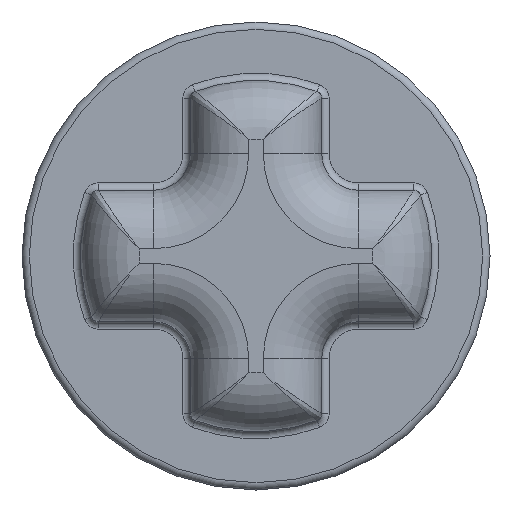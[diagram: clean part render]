
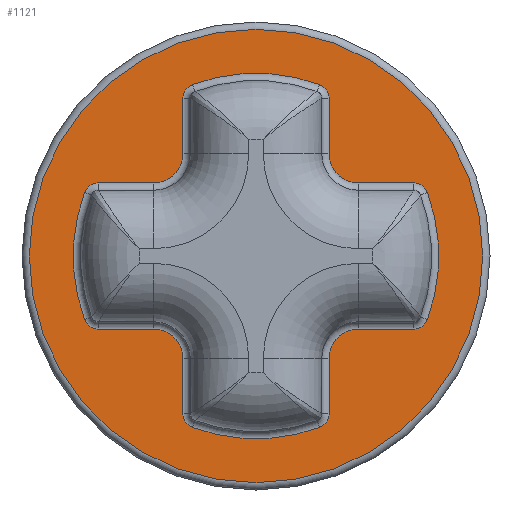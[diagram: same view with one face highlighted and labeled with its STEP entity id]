
A CAD part, left-side view. The second image highlights one B-rep face of the part: STEP entity #1121.
In plain terms, the highlighted planar face has unit normal (-1, 0, 0).
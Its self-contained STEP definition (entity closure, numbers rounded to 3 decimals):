
#15=FACE_BOUND('',#314,.T.);
#73=LINE('',#2446,#130);
#76=LINE('',#2453,#133);
#81=LINE('',#2497,#138);
#84=LINE('',#2504,#141);
#85=LINE('',#2521,#142);
#88=LINE('',#2528,#145);
#93=LINE('',#2575,#150);
#96=LINE('',#2582,#153);
#130=VECTOR('',#1454,1000.);
#133=VECTOR('',#1461,1000.);
#138=VECTOR('',#1516,1000.);
#141=VECTOR('',#1523,1000.);
#142=VECTOR('',#1544,1000.);
#145=VECTOR('',#1551,1000.);
#150=VECTOR('',#1612,1000.);
#153=VECTOR('',#1619,1000.);
#173=PLANE('',#1292);
#235=FACE_OUTER_BOUND('',#313,.T.);
#313=EDGE_LOOP('',(#921));
#314=EDGE_LOOP('',(#922,#923,#924,#925,#926,#927,#928,#929,#930,#931,#932,
#933,#934,#935,#936,#937,#938,#939,#940,#941,#942,#943,#944,#945));
#390=CIRCLE('',#1213,0.4);
#394=CIRCLE('',#1220,0.2);
#398=CIRCLE('',#1225,0.2);
#400=CIRCLE('',#1229,2.5);
#403=CIRCLE('',#1233,0.2);
#408=CIRCLE('',#1239,0.2);
#412=CIRCLE('',#1247,0.4);
#416=CIRCLE('',#1252,0.4);
#420=CIRCLE('',#1259,0.2);
#424=CIRCLE('',#1264,0.2);
#426=CIRCLE('',#1268,2.5);
#430=CIRCLE('',#1273,2.5);
#432=CIRCLE('',#1276,0.2);
#436=CIRCLE('',#1281,0.2);
#440=CIRCLE('',#1289,0.4);
#442=CIRCLE('',#1293,3.1);
#443=CIRCLE('',#1294,2.5);
#489=VERTEX_POINT('',#2434);
#492=VERTEX_POINT('',#2439);
#494=VERTEX_POINT('',#2444);
#495=VERTEX_POINT('',#2449);
#498=VERTEX_POINT('',#2456);
#499=VERTEX_POINT('',#2461);
#502=VERTEX_POINT('',#2471);
#504=VERTEX_POINT('',#2477);
#505=VERTEX_POINT('',#2482);
#508=VERTEX_POINT('',#2487);
#510=VERTEX_POINT('',#2495);
#511=VERTEX_POINT('',#2500);
#514=VERTEX_POINT('',#2507);
#515=VERTEX_POINT('',#2512);
#518=VERTEX_POINT('',#2519);
#519=VERTEX_POINT('',#2524);
#522=VERTEX_POINT('',#2531);
#523=VERTEX_POINT('',#2536);
#526=VERTEX_POINT('',#2546);
#527=VERTEX_POINT('',#2551);
#530=VERTEX_POINT('',#2558);
#531=VERTEX_POINT('',#2563);
#534=VERTEX_POINT('',#2573);
#535=VERTEX_POINT('',#2578);
#538=VERTEX_POINT('',#2590);
#608=EDGE_CURVE('',#489,#492,#390,.T.);
#610=EDGE_CURVE('',#492,#494,#73,.T.);
#614=EDGE_CURVE('',#495,#489,#76,.T.);
#616=EDGE_CURVE('',#498,#494,#394,.T.);
#620=EDGE_CURVE('',#495,#499,#398,.T.);
#624=EDGE_CURVE('',#498,#502,#400,.T.);
#627=EDGE_CURVE('',#504,#502,#403,.T.);
#632=EDGE_CURVE('',#508,#505,#408,.T.);
#636=EDGE_CURVE('',#504,#510,#81,.T.);
#640=EDGE_CURVE('',#511,#505,#84,.T.);
#642=EDGE_CURVE('',#510,#514,#412,.T.);
#646=EDGE_CURVE('',#515,#511,#416,.T.);
#648=EDGE_CURVE('',#514,#518,#85,.T.);
#652=EDGE_CURVE('',#519,#515,#88,.T.);
#654=EDGE_CURVE('',#522,#518,#420,.T.);
#658=EDGE_CURVE('',#519,#523,#424,.T.);
#662=EDGE_CURVE('',#522,#526,#426,.T.);
#666=EDGE_CURVE('',#527,#523,#430,.T.);
#668=EDGE_CURVE('',#530,#526,#432,.T.);
#672=EDGE_CURVE('',#527,#531,#436,.T.);
#676=EDGE_CURVE('',#530,#534,#93,.T.);
#680=EDGE_CURVE('',#535,#531,#96,.T.);
#682=EDGE_CURVE('',#534,#535,#440,.T.);
#684=EDGE_CURVE('',#538,#538,#442,.T.);
#685=EDGE_CURVE('',#508,#499,#443,.T.);
#921=ORIENTED_EDGE('',*,*,#684,.T.);
#922=ORIENTED_EDGE('',*,*,#658,.F.);
#923=ORIENTED_EDGE('',*,*,#652,.T.);
#924=ORIENTED_EDGE('',*,*,#646,.T.);
#925=ORIENTED_EDGE('',*,*,#640,.T.);
#926=ORIENTED_EDGE('',*,*,#632,.F.);
#927=ORIENTED_EDGE('',*,*,#685,.T.);
#928=ORIENTED_EDGE('',*,*,#620,.F.);
#929=ORIENTED_EDGE('',*,*,#614,.T.);
#930=ORIENTED_EDGE('',*,*,#608,.T.);
#931=ORIENTED_EDGE('',*,*,#610,.T.);
#932=ORIENTED_EDGE('',*,*,#616,.F.);
#933=ORIENTED_EDGE('',*,*,#624,.T.);
#934=ORIENTED_EDGE('',*,*,#627,.F.);
#935=ORIENTED_EDGE('',*,*,#636,.T.);
#936=ORIENTED_EDGE('',*,*,#642,.T.);
#937=ORIENTED_EDGE('',*,*,#648,.T.);
#938=ORIENTED_EDGE('',*,*,#654,.F.);
#939=ORIENTED_EDGE('',*,*,#662,.T.);
#940=ORIENTED_EDGE('',*,*,#668,.F.);
#941=ORIENTED_EDGE('',*,*,#676,.T.);
#942=ORIENTED_EDGE('',*,*,#682,.T.);
#943=ORIENTED_EDGE('',*,*,#680,.T.);
#944=ORIENTED_EDGE('',*,*,#672,.F.);
#945=ORIENTED_EDGE('',*,*,#666,.T.);
#1121=ADVANCED_FACE('',(#235,#15),#173,.F.);
#1213=AXIS2_PLACEMENT_3D('',#2441,#1448,#1449);
#1220=AXIS2_PLACEMENT_3D('',#2458,#1466,#1467);
#1225=AXIS2_PLACEMENT_3D('',#2465,#1476,#1477);
#1229=AXIS2_PLACEMENT_3D('',#2473,#1486,#1487);
#1233=AXIS2_PLACEMENT_3D('',#2479,#1494,#1495);
#1239=AXIS2_PLACEMENT_3D('',#2489,#1506,#1507);
#1247=AXIS2_PLACEMENT_3D('',#2509,#1528,#1529);
#1252=AXIS2_PLACEMENT_3D('',#2516,#1538,#1539);
#1259=AXIS2_PLACEMENT_3D('',#2533,#1556,#1557);
#1264=AXIS2_PLACEMENT_3D('',#2540,#1566,#1567);
#1268=AXIS2_PLACEMENT_3D('',#2548,#1576,#1577);
#1273=AXIS2_PLACEMENT_3D('',#2555,#1586,#1587);
#1276=AXIS2_PLACEMENT_3D('',#2560,#1592,#1593);
#1281=AXIS2_PLACEMENT_3D('',#2567,#1602,#1603);
#1289=AXIS2_PLACEMENT_3D('',#2585,#1624,#1625);
#1292=AXIS2_PLACEMENT_3D('',#2589,#1630,#1631);
#1293=AXIS2_PLACEMENT_3D('',#2591,#1632,#1633);
#1294=AXIS2_PLACEMENT_3D('',#2592,#1634,#1635);
#1448=DIRECTION('center_axis',(-1.,0.,0.));
#1449=DIRECTION('ref_axis',(0.,0.,-1.));
#1454=DIRECTION('',(0.,1.,0.));
#1461=DIRECTION('',(0.,0.,1.));
#1466=DIRECTION('center_axis',(-1.,0.,0.));
#1467=DIRECTION('ref_axis',(0.,0.,-1.));
#1476=DIRECTION('center_axis',(-1.,0.,0.));
#1477=DIRECTION('ref_axis',(0.,0.,
-1.));
#1486=DIRECTION('center_axis',(1.,0.,0.));
#1487=DIRECTION('ref_axis',(0.,0.,-1.));
#1494=DIRECTION('center_axis',(-1.,0.,0.));
#1495=DIRECTION('ref_axis',(0.,0.,-1.));
#1506=DIRECTION('center_axis',(-1.,0.,0.));
#1507=DIRECTION('ref_axis',(0.,0.,-1.));
#1516=DIRECTION('',(0.,-1.,0.));
#1523=DIRECTION('',(0.,0.,-1.));
#1528=DIRECTION('center_axis',(-1.,0.,0.));
#1529=DIRECTION('ref_axis',(0.,0.,-1.));
#1538=DIRECTION('center_axis',(-1.,0.,0.));
#1539=DIRECTION('ref_axis',(0.,0.,-1.));
#1544=DIRECTION('',(0.,0.,1.));
#1551=DIRECTION('',(0.,1.,0.));
#1556=DIRECTION('center_axis',(-1.,0.,0.));
#1557=DIRECTION('ref_axis',(0.,0.,-1.));
#1566=DIRECTION('center_axis',(-1.,0.,0.));
#1567=DIRECTION('ref_axis',(0.,0.,-1.));
#1576=DIRECTION('center_axis',(1.,0.,0.));
#1577=DIRECTION('ref_axis',(0.,0.,-1.));
#1586=DIRECTION('center_axis',(1.,0.,0.));
#1587=DIRECTION('ref_axis',(0.,0.,-1.));
#1592=DIRECTION('center_axis',(-1.,0.,0.));
#1593=DIRECTION('ref_axis',(0.,0.,-1.));
#1602=DIRECTION('center_axis',(-1.,0.,0.));
#1603=DIRECTION('ref_axis',(0.,0.,-1.));
#1612=DIRECTION('',(0.,0.,-1.));
#1619=DIRECTION('',(0.,-1.,0.));
#1624=DIRECTION('center_axis',(-1.,0.,0.));
#1625=DIRECTION('ref_axis',(0.,0.,-1.));
#1630=DIRECTION('center_axis',(1.,0.,0.));
#1631=DIRECTION('ref_axis',(0.,0.,-1.));
#1632=DIRECTION('center_axis',(-1.,0.,0.));
#1633=DIRECTION('ref_axis',(0.,0.,-1.));
#1634=DIRECTION('center_axis',(1.,0.,0.));
#1635=DIRECTION('ref_axis',(0.,0.,-1.));
#2434=CARTESIAN_POINT('',(39.2,1.,2.517));
#2439=CARTESIAN_POINT('',(39.2,1.4,2.917));
#2441=CARTESIAN_POINT('Origin',(39.2,1.4,2.517));
#2444=CARTESIAN_POINT('',(39.2,2.156,2.917));
#2446=CARTESIAN_POINT('',(39.2,2.225,2.917));
#2449=CARTESIAN_POINT('',(39.2,1.,1.761));
#2453=CARTESIAN_POINT('',(39.2,1.,2.517));
#2456=CARTESIAN_POINT('',(39.2,2.344,3.048));
#2458=CARTESIAN_POINT('Origin',(39.2,2.156,3.117));
#2461=CARTESIAN_POINT('',(39.2,0.87,1.573));
#2465=CARTESIAN_POINT('Origin',(39.2,0.8,1.761));
#2471=CARTESIAN_POINT('',(39.2,2.344,4.787));
#2473=CARTESIAN_POINT('Origin',(39.2,0.,3.917));
#2477=CARTESIAN_POINT('',(39.2,2.156,4.917));
#2479=CARTESIAN_POINT('Origin',(39.2,2.156,4.717));
#2482=CARTESIAN_POINT('',(39.2,-1.,1.761));
#2487=CARTESIAN_POINT('',(39.2,-0.87,1.573));
#2489=CARTESIAN_POINT('Origin',(39.2,-0.8,1.761));
#2495=CARTESIAN_POINT('',(39.2,1.4,4.917));
#2497=CARTESIAN_POINT('',(39.2,1.4,4.917));
#2500=CARTESIAN_POINT('',(39.2,-1.,2.517));
#2504=CARTESIAN_POINT('',(39.2,-1.,1.692));
#2507=CARTESIAN_POINT('',(39.2,1.,5.317));
#2509=CARTESIAN_POINT('Origin',(39.2,1.4,5.317));
#2512=CARTESIAN_POINT('',(39.2,-1.4,2.917));
#2516=CARTESIAN_POINT('Origin',(39.2,-1.4,2.517));
#2519=CARTESIAN_POINT('',(39.2,1.,6.073));
#2521=CARTESIAN_POINT('',(39.2,1.,6.142));
#2524=CARTESIAN_POINT('',(39.2,-2.156,2.917));
#2528=CARTESIAN_POINT('',(39.2,-1.4,2.917));
#2531=CARTESIAN_POINT('',(39.2,0.87,6.261));
#2533=CARTESIAN_POINT('Origin',(39.2,0.8,6.073));
#2536=CARTESIAN_POINT('',(39.2,-2.344,3.048));
#2540=CARTESIAN_POINT('Origin',(39.2,-2.156,3.117));
#2546=CARTESIAN_POINT('',(39.2,-0.87,6.261));
#2548=CARTESIAN_POINT('Origin',(39.2,0.,3.917));
#2551=CARTESIAN_POINT('',(39.2,-2.344,4.787));
#2555=CARTESIAN_POINT('Origin',(39.2,0.,3.917));
#2558=CARTESIAN_POINT('',(39.2,-1.,6.073));
#2560=CARTESIAN_POINT('Origin',(39.2,-0.8,6.073));
#2563=CARTESIAN_POINT('',(39.2,-2.156,4.917));
#2567=CARTESIAN_POINT('Origin',(39.2,-2.156,4.717));
#2573=CARTESIAN_POINT('',(39.2,-1.,5.317));
#2575=CARTESIAN_POINT('',(39.2,-1.,5.317));
#2578=CARTESIAN_POINT('',(39.2,-1.4,4.917));
#2582=CARTESIAN_POINT('',(39.2,-2.225,4.917));
#2585=CARTESIAN_POINT('Origin',(39.2,-1.4,5.317));
#2589=CARTESIAN_POINT('Origin',(39.2,0.,3.917));
#2590=CARTESIAN_POINT('',(39.2,0.,7.017));
#2591=CARTESIAN_POINT('Origin',(39.2,0.,3.917));
#2592=CARTESIAN_POINT('Origin',(39.2,0.,3.917));
